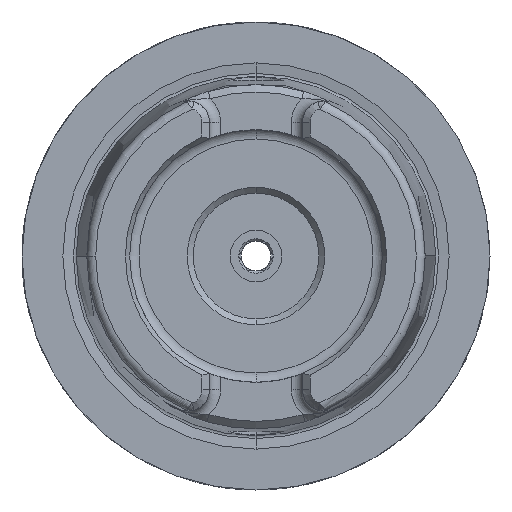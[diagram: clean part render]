
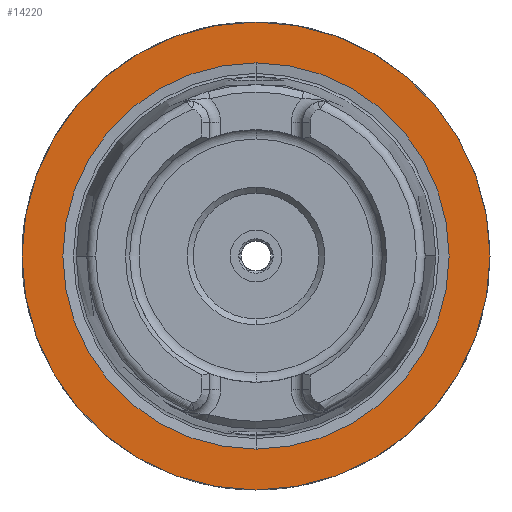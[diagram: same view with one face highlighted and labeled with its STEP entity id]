
A CAD part, left-side view. The second image highlights one B-rep face of the part: STEP entity #14220.
In plain terms, the highlighted planar face has unit normal (-1, 0, 0).
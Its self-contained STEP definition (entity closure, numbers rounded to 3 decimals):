
#22 = VERTEX_POINT ( 'NONE', #2465 ) ;
#127 = VERTEX_POINT ( 'NONE', #11982 ) ;
#202 = DIRECTION ( 'NONE',  ( -1., 0., 0. ) ) ;
#746 = CIRCLE ( 'NONE', #13521, 25.995 ) ;
#1271 = EDGE_LOOP ( 'NONE', ( #13199, #12371 ) ) ;
#1552 = DIRECTION ( 'NONE',  ( -1., 0., 0. ) ) ;
#2465 = CARTESIAN_POINT ( 'NONE',  ( 0., 0., -31.5 ) ) ;
#3117 = PLANE ( 'NONE',  #13908 ) ;
#3841 = EDGE_CURVE ( 'NONE', #12937, #22, #10884, .T. ) ;
#4749 = CARTESIAN_POINT ( 'NONE',  ( 0., 0., 0. ) ) ;
#5616 = VERTEX_POINT ( 'NONE', #16365 ) ;
#5747 = CARTESIAN_POINT ( 'NONE',  ( 0., 0., 0. ) ) ;
#5894 = CIRCLE ( 'NONE', #8320, 25.995 ) ;
#6004 = DIRECTION ( 'NONE',  ( 0., 0., 1. ) ) ;
#6203 = AXIS2_PLACEMENT_3D ( 'NONE', #5747, #14682, #7021 ) ;
#6280 = EDGE_CURVE ( 'NONE', #22, #12937, #8717, .T. ) ;
#7021 = DIRECTION ( 'NONE',  ( 0., 0., 1. ) ) ;
#7068 = DIRECTION ( 'NONE',  ( 1., 0., 0. ) ) ;
#7817 = CARTESIAN_POINT ( 'NONE',  ( 0., 0., 0. ) ) ;
#8320 = AXIS2_PLACEMENT_3D ( 'NONE', #9164, #1552, #10430 ) ;
#8519 = FACE_OUTER_BOUND ( 'NONE', #15476, .T. ) ;
#8701 = AXIS2_PLACEMENT_3D ( 'NONE', #7817, #202, #9097 ) ;
#8717 = CIRCLE ( 'NONE', #6203, 31.5 ) ;
#9097 = DIRECTION ( 'NONE',  ( 0., 0., 1. ) ) ;
#9164 = CARTESIAN_POINT ( 'NONE',  ( 0., 0., 0. ) ) ;
#10430 = DIRECTION ( 'NONE',  ( 0., 0., 1. ) ) ;
#10884 = CIRCLE ( 'NONE', #8701, 31.5 ) ;
#11897 = FACE_BOUND ( 'NONE', #1271, .T. ) ;
#11982 = CARTESIAN_POINT ( 'NONE',  ( 0., 0., 25.995 ) ) ;
#12099 = ORIENTED_EDGE ( 'NONE', *, *, #6280, .T. ) ;
#12371 = ORIENTED_EDGE ( 'NONE', *, *, #13033, .F. ) ;
#12596 = CARTESIAN_POINT ( 'NONE',  ( 0., 0., 31.5 ) ) ;
#12937 = VERTEX_POINT ( 'NONE', #12596 ) ;
#13033 = EDGE_CURVE ( 'NONE', #5616, #127, #5894, .T. ) ;
#13199 = ORIENTED_EDGE ( 'NONE', *, *, #16354, .F. ) ;
#13521 = AXIS2_PLACEMENT_3D ( 'NONE', #4749, #13658, #6004 ) ;
#13648 = ORIENTED_EDGE ( 'NONE', *, *, #3841, .T. ) ;
#13658 = DIRECTION ( 'NONE',  ( -1., 0., 0. ) ) ;
#13908 = AXIS2_PLACEMENT_3D ( 'NONE', #14731, #7068, #16018 ) ;
#14220 = ADVANCED_FACE ( 'NONE', ( #8519, #11897 ), #3117, .F. ) ;
#14682 = DIRECTION ( 'NONE',  ( -1., 0., 0. ) ) ;
#14731 = CARTESIAN_POINT ( 'NONE',  ( 0., 0., 0. ) ) ;
#15476 = EDGE_LOOP ( 'NONE', ( #13648, #12099 ) ) ;
#16018 = DIRECTION ( 'NONE',  ( 0., 0., -1. ) ) ;
#16354 = EDGE_CURVE ( 'NONE', #127, #5616, #746, .T. ) ;
#16365 = CARTESIAN_POINT ( 'NONE',  ( 0., 0., -25.995 ) ) ;
